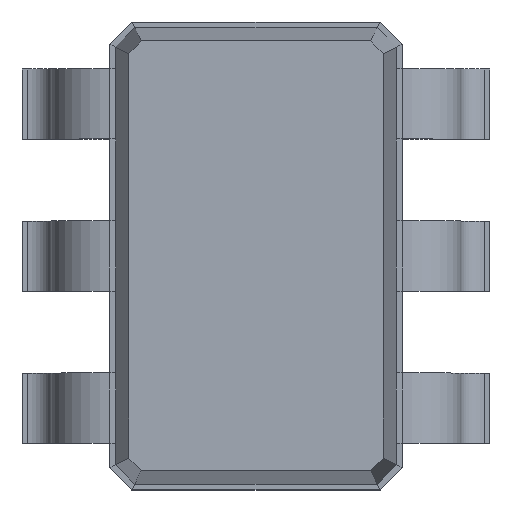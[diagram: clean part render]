
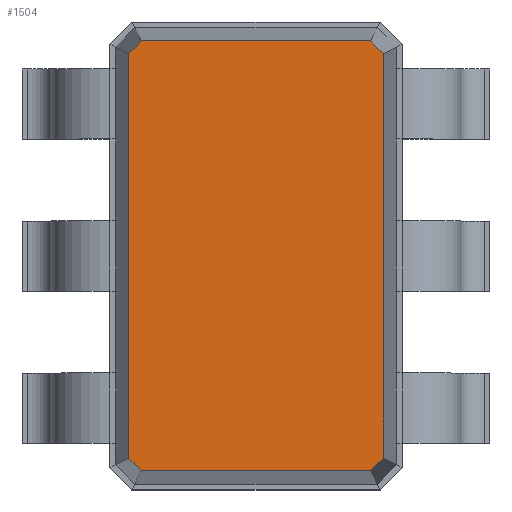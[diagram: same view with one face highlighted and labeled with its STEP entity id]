
A CAD part, top view. The second image highlights one B-rep face of the part: STEP entity #1504.
In plain terms, the highlighted planar face has unit normal (0, 0, 1).
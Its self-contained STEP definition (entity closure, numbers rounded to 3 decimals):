
#13=DIRECTION('',(0.,0.,1.));
#27=VECTOR('',#28,1.);
#28=DIRECTION('',(1.,0.,0.));
#51=VECTOR('',#52,1.);
#52=DIRECTION('',(0.707,-0.707,0.));
#58=VECTOR('',#59,1.);
#59=DIRECTION('',(0.,-1.,0.));
#65=VECTOR('',#66,1.);
#66=DIRECTION('',(-0.707,-0.707,0.));
#72=VECTOR('',#73,1.);
#73=DIRECTION('',(-1.,0.,0.));
#79=VECTOR('',#80,1.);
#80=DIRECTION('',(-0.707,0.707,0.));
#86=VECTOR('',#87,1.);
#87=DIRECTION('',(0.,1.,0.));
#91=VECTOR('',#92,1.);
#92=DIRECTION('',(0.707,0.707,0.));
#641=VERTEX_POINT('',#642);
#642=CARTESIAN_POINT('',(0.489,0.919,1.05));
#645=EDGE_CURVE('',#646,#641,#648,.T.);
#646=VERTEX_POINT('',#647);
#647=CARTESIAN_POINT('',(-0.489,0.919,1.05));
#648=LINE('',#647,#27);
#1496=VERTEX_POINT('',#1497);
#1497=CARTESIAN_POINT('',(0.544,0.864,1.05));
#1500=EDGE_CURVE('',#641,#1496,#1501,.T.);
#1501=LINE('',#642,#51);
#1504=ADVANCED_FACE('',(#1505),#1537,.T.);
#1505=FACE_BOUND('',#1506,.F.);
#1506=EDGE_LOOP('',(#1507,#1508,#1509,#1514,#1519,#1524,#1529,#1534));
#1507=ORIENTED_EDGE('',*,*,#645,.T.);
#1508=ORIENTED_EDGE('',*,*,#1500,.T.);
#1509=ORIENTED_EDGE('',*,*,#1510,.T.);
#1510=EDGE_CURVE('',#1496,#1511,#1513,.T.);
#1511=VERTEX_POINT('',#1512);
#1512=CARTESIAN_POINT('',(0.544,-0.864,1.05));
#1513=LINE('',#1497,#58);
#1514=ORIENTED_EDGE('',*,*,#1515,.T.);
#1515=EDGE_CURVE('',#1511,#1516,#1518,.T.);
#1516=VERTEX_POINT('',#1517);
#1517=CARTESIAN_POINT('',(0.489,-0.919,1.05));
#1518=LINE('',#1512,#65);
#1519=ORIENTED_EDGE('',*,*,#1520,.T.);
#1520=EDGE_CURVE('',#1516,#1521,#1523,.T.);
#1521=VERTEX_POINT('',#1522);
#1522=CARTESIAN_POINT('',(-0.489,-0.919,1.05));
#1523=LINE('',#1517,#72);
#1524=ORIENTED_EDGE('',*,*,#1525,.T.);
#1525=EDGE_CURVE('',#1521,#1526,#1528,.T.);
#1526=VERTEX_POINT('',#1527);
#1527=CARTESIAN_POINT('',(-0.544,-0.864,1.05));
#1528=LINE('',#1522,#79);
#1529=ORIENTED_EDGE('',*,*,#1530,.T.);
#1530=EDGE_CURVE('',#1526,#1531,#1533,.T.);
#1531=VERTEX_POINT('',#1532);
#1532=CARTESIAN_POINT('',(-0.544,0.864,1.05));
#1533=LINE('',#1527,#86);
#1534=ORIENTED_EDGE('',*,*,#1535,.T.);
#1535=EDGE_CURVE('',#1531,#646,#1536,.T.);
#1536=LINE('',#1532,#91);
#1537=PLANE('',#1538);
#1538=AXIS2_PLACEMENT_3D('',#647,#13,#1539);
#1539=DIRECTION('',(0.47,-0.883,0.));
